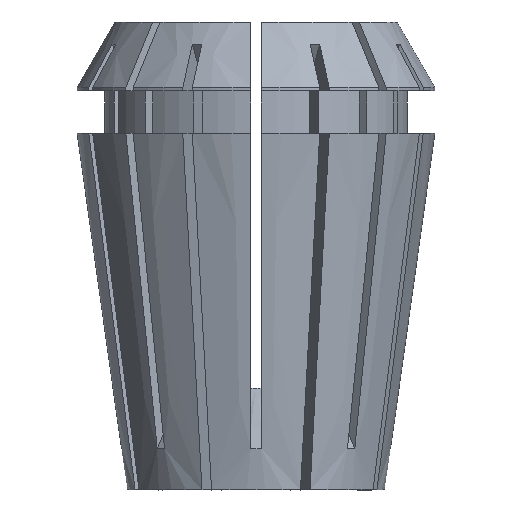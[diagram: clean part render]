
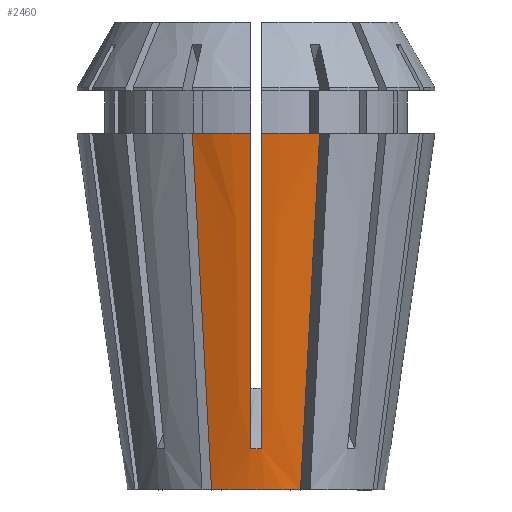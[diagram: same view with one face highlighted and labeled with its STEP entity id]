
A CAD part, left-side view. The second image highlights one B-rep face of the part: STEP entity #2460.
In plain terms, the highlighted conical face has half-angle 8 degrees and reference radius 9.36 mm.
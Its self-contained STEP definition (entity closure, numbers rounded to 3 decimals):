
#3 = B_SPLINE_CURVE_WITH_KNOTS ( 'NONE', 3,
 ( #5251, #1998, #4032, #1558, #1987, #3635, #366 ),
 .UNSPECIFIED., .F., .F.,
 ( 4, 3, 4 ),
 ( 0., 0.023, 0.026 ),
 .UNSPECIFIED. ) ;
#19 = ORIENTED_EDGE ( 'NONE', *, *, #4290, .F. ) ;
#49 = EDGE_CURVE ( 'NONE', #2292, #1313, #3061, .T. ) ;
#88 = CARTESIAN_POINT ( 'NONE',  ( -9.776, -0.375, 3.009 ) ) ;
#135 = CARTESIAN_POINT ( 'NONE',  ( -9.07, -3.351, 2.199 ) ) ;
#182 = CARTESIAN_POINT ( 'NONE',  ( -12.488, -0.375, 22.296 ) ) ;
#183 = CARTESIAN_POINT ( 'NONE',  ( -11.433, 0.375, 14.793 ) ) ;
#218 = CARTESIAN_POINT ( 'NONE',  ( -10.632, -0.375, 9.092 ) ) ;
#304 = ORIENTED_EDGE ( 'NONE', *, *, #2411, .F. ) ;
#366 = CARTESIAN_POINT ( 'NONE',  ( -8.784, 3.233, 0. ) ) ;
#433 = EDGE_CURVE ( 'NONE', #2408, #731, #2289, .T. ) ;
#566 = CARTESIAN_POINT ( 'NONE',  ( -10.192, -3.816, 10.832 ) ) ;
#588 = B_SPLINE_CURVE_WITH_KNOTS ( 'NONE', 3,
 ( #4686, #1366, #182, #3489, #5121, #218, #1014, #2230, #974, #3469 ),
 .UNSPECIFIED., .F., .F.,
 ( 4, 3, 3, 4 ),
 ( 0.047, 0.053, 0.07, 0.071 ),
 .UNSPECIFIED. ) ;
#593 = CARTESIAN_POINT ( 'NONE',  ( -12.235, 0.375, 20.493 ) ) ;
#731 = VERTEX_POINT ( 'NONE', #1215 ) ;
#769 = EDGE_CURVE ( 'NONE', #2408, #1260, #4616, .T. ) ;
#770 = CARTESIAN_POINT ( 'NONE',  ( -12.149, -4.626, 25.9 ) ) ;
#849 = AXIS2_PLACEMENT_3D ( 'NONE', #5128, #3872, #4264 ) ;
#865 = ORIENTED_EDGE ( 'NONE', *, *, #4601, .T. ) ;
#905 = CARTESIAN_POINT ( 'NONE',  ( -9.784, 0.125, 2.997 ) ) ;
#954 = DIRECTION ( 'NONE',  ( 1., 0., 0. ) ) ;
#974 = CARTESIAN_POINT ( 'NONE',  ( -9.794, -0.375, 3.137 ) ) ;
#990 = CARTESIAN_POINT ( 'NONE',  ( -9.83, 0.375, 3.391 ) ) ;
#1014 = CARTESIAN_POINT ( 'NONE',  ( -9.83, -0.375, 3.391 ) ) ;
#1215 = CARTESIAN_POINT ( 'NONE',  ( -9.776, 0.375, 3.009 ) ) ;
#1216 = B_SPLINE_CURVE_WITH_KNOTS ( 'NONE', 3,
 ( #4693, #3090, #566, #5113, #135, #2683, #3495 ),
 .UNSPECIFIED., .F., .F.,
 ( 4, 3, 4 ),
 ( 0., 0.023, 0.026 ),
 .UNSPECIFIED. ) ;
#1260 = VERTEX_POINT ( 'NONE', #3946 ) ;
#1313 = VERTEX_POINT ( 'NONE', #1588 ) ;
#1361 = CARTESIAN_POINT ( 'NONE',  ( -12.995, 0.375, 25.9 ) ) ;
#1366 = CARTESIAN_POINT ( 'NONE',  ( -12.742, -0.375, 24.098 ) ) ;
#1383 = CARTESIAN_POINT ( 'NONE',  ( 0., 0., 0. ) ) ;
#1525 = CARTESIAN_POINT ( 'NONE',  ( -8.784, 3.233, 0. ) ) ;
#1538 = VERTEX_POINT ( 'NONE', #88 ) ;
#1558 = CARTESIAN_POINT ( 'NONE',  ( -9.213, 3.41, 3.298 ) ) ;
#1588 = CARTESIAN_POINT ( 'NONE',  ( -12.995, -0.375, 25.9 ) ) ;
#1793 = CARTESIAN_POINT ( 'NONE',  ( -8.784, -3.233, 0. ) ) ;
#1798 = CARTESIAN_POINT ( 'NONE',  ( -9.794, 0.375, 3.137 ) ) ;
#1851 = CARTESIAN_POINT ( 'NONE',  ( -10.632, 0.375, 9.092 ) ) ;
#1987 = CARTESIAN_POINT ( 'NONE',  ( -9.07, 3.351, 2.199 ) ) ;
#1998 = CARTESIAN_POINT ( 'NONE',  ( -11.171, 4.221, 18.366 ) ) ;
#2019 = EDGE_CURVE ( 'NONE', #1313, #1538, #588, .T. ) ;
#2161 = CARTESIAN_POINT ( 'NONE',  ( -9.784, -0.125, 2.997 ) ) ;
#2180 = CARTESIAN_POINT ( 'NONE',  ( 0., 0., 25.9 ) ) ;
#2230 = CARTESIAN_POINT ( 'NONE',  ( -9.812, -0.375, 3.264 ) ) ;
#2256 = CARTESIAN_POINT ( 'NONE',  ( -9.776, 0.375, 3.009 ) ) ;
#2289 = B_SPLINE_CURVE_WITH_KNOTS ( 'NONE', 3,
 ( #4580, #2591, #3373, #593, #183, #1851, #990, #2655, #1798, #2256 ),
 .UNSPECIFIED., .F., .F.,
 ( 4, 3, 3, 4 ),
 ( 0.047, 0.053, 0.07, 0.071 ),
 .UNSPECIFIED. ) ;
#2292 = VERTEX_POINT ( 'NONE', #770 ) ;
#2408 = VERTEX_POINT ( 'NONE', #1361 ) ;
#2411 = EDGE_CURVE ( 'NONE', #2486, #4547, #3608, .T. ) ;
#2440 = AXIS2_PLACEMENT_3D ( 'NONE', #3846, #3054, #954 ) ;
#2460 = ADVANCED_FACE ( 'NONE', ( #2651 ), #2822, .T. ) ;
#2486 = VERTEX_POINT ( 'NONE', #1793 ) ;
#2591 = CARTESIAN_POINT ( 'NONE',  ( -12.742, 0.375, 24.098 ) ) ;
#2651 = FACE_OUTER_BOUND ( 'NONE', #2794, .T. ) ;
#2655 = CARTESIAN_POINT ( 'NONE',  ( -9.812, 0.375, 3.264 ) ) ;
#2683 = CARTESIAN_POINT ( 'NONE',  ( -8.927, -3.292, 1.099 ) ) ;
#2794 = EDGE_LOOP ( 'NONE', ( #4949, #865, #304, #19, #3223, #4566, #4809, #4675 ) ) ;
#2822 = CONICAL_SURFACE ( 'NONE', #2440, 9.36, 0.14 ) ;
#3054 = DIRECTION ( 'NONE',  ( 0., 0., 1. ) ) ;
#3061 = CIRCLE ( 'NONE', #849, 13. ) ;
#3090 = CARTESIAN_POINT ( 'NONE',  ( -11.171, -4.221, 18.366 ) ) ;
#3133 = AXIS2_PLACEMENT_3D ( 'NONE', #2180, #4195, #4208 ) ;
#3223 = ORIENTED_EDGE ( 'NONE', *, *, #49, .T. ) ;
#3373 = CARTESIAN_POINT ( 'NONE',  ( -12.488, 0.375, 22.296 ) ) ;
#3469 = CARTESIAN_POINT ( 'NONE',  ( -9.776, -0.375, 3.009 ) ) ;
#3489 = CARTESIAN_POINT ( 'NONE',  ( -12.235, -0.375, 20.493 ) ) ;
#3495 = CARTESIAN_POINT ( 'NONE',  ( -8.784, -3.233, 0. ) ) ;
#3608 = CIRCLE ( 'NONE', #4322, 9.36 ) ;
#3635 = CARTESIAN_POINT ( 'NONE',  ( -8.927, 3.292, 1.099 ) ) ;
#3846 = CARTESIAN_POINT ( 'NONE',  ( 0., 0., 0. ) ) ;
#3872 = DIRECTION ( 'NONE',  ( 0., 0., -1. ) ) ;
#3946 = CARTESIAN_POINT ( 'NONE',  ( -12.149, 4.626, 25.9 ) ) ;
#4032 = CARTESIAN_POINT ( 'NONE',  ( -10.192, 3.816, 10.832 ) ) ;
#4195 = DIRECTION ( 'NONE',  ( 0., 0., -1. ) ) ;
#4199 = EDGE_CURVE ( 'NONE', #731, #1538, #4911, .T. ) ;
#4208 = DIRECTION ( 'NONE',  ( -1., 0., 0. ) ) ;
#4264 = DIRECTION ( 'NONE',  ( -1., 0., 0. ) ) ;
#4290 = EDGE_CURVE ( 'NONE', #2292, #2486, #1216, .T. ) ;
#4322 = AXIS2_PLACEMENT_3D ( 'NONE', #1383, #4592, #4606 ) ;
#4547 = VERTEX_POINT ( 'NONE', #1525 ) ;
#4566 = ORIENTED_EDGE ( 'NONE', *, *, #2019, .T. ) ;
#4580 = CARTESIAN_POINT ( 'NONE',  ( -12.995, 0.375, 25.9 ) ) ;
#4585 = CARTESIAN_POINT ( 'NONE',  ( -9.776, 0.375, 3.009 ) ) ;
#4592 = DIRECTION ( 'NONE',  ( 0., 0., -1. ) ) ;
#4601 = EDGE_CURVE ( 'NONE', #1260, #4547, #3, .T. ) ;
#4606 = DIRECTION ( 'NONE',  ( -1., 0., 0. ) ) ;
#4616 = CIRCLE ( 'NONE', #3133, 13. ) ;
#4675 = ORIENTED_EDGE ( 'NONE', *, *, #433, .F. ) ;
#4686 = CARTESIAN_POINT ( 'NONE',  ( -12.995, -0.375, 25.9 ) ) ;
#4693 = CARTESIAN_POINT ( 'NONE',  ( -12.149, -4.626, 25.9 ) ) ;
#4809 = ORIENTED_EDGE ( 'NONE', *, *, #4199, .F. ) ;
#4911 = B_SPLINE_CURVE_WITH_KNOTS ( 'NONE', 3,
 ( #4585, #905, #2161, #4947 ),
 .UNSPECIFIED., .F., .F.,
 ( 4, 4 ),
 ( 0., 0.001 ),
 .UNSPECIFIED. ) ;
#4947 = CARTESIAN_POINT ( 'NONE',  ( -9.776, -0.375, 3.009 ) ) ;
#4949 = ORIENTED_EDGE ( 'NONE', *, *, #769, .T. ) ;
#5113 = CARTESIAN_POINT ( 'NONE',  ( -9.213, -3.41, 3.298 ) ) ;
#5121 = CARTESIAN_POINT ( 'NONE',  ( -11.433, -0.375, 14.793 ) ) ;
#5128 = CARTESIAN_POINT ( 'NONE',  ( 0., 0., 25.9 ) ) ;
#5251 = CARTESIAN_POINT ( 'NONE',  ( -12.149, 4.626, 25.9 ) ) ;
